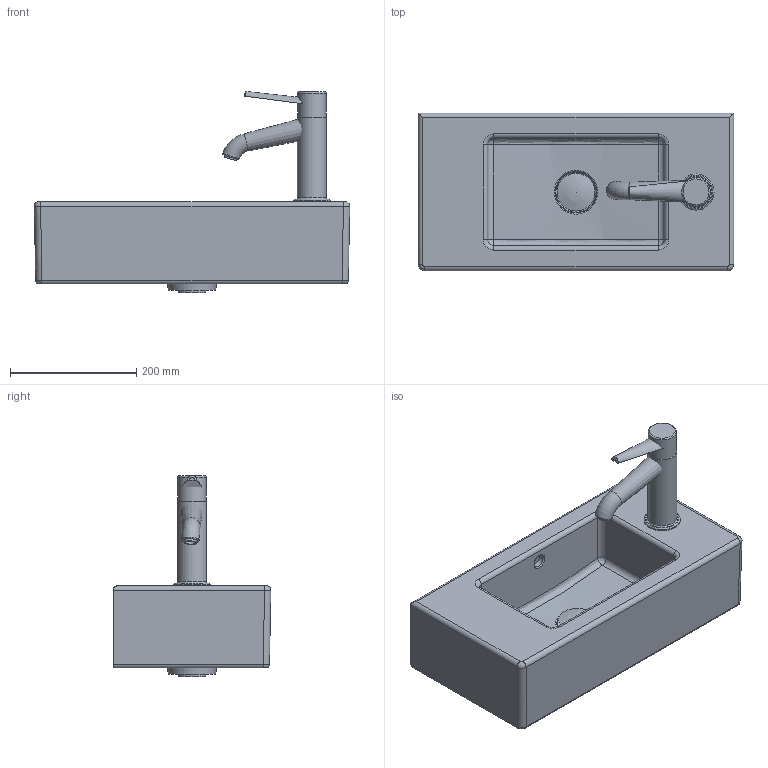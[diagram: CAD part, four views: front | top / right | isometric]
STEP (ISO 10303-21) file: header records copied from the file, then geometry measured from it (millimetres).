
FILE_DESCRIPTION((''),'2;1');
FILE_NAME('070350.stp','2007-10-05T14:50:48',('Huebner'),(''),'Autodesk Inventor 11','Autodesk Inventor 11','');
FILE_SCHEMA(('AUTOMOTIVE_DESIGN { 1 0 10303 214 1 1 1 1 }'));
Length unit declared in the file: millimetre
Products named in the file (9): 070350; Kelch; Stopfen; Baterie_Zusatz_VERO; hebel_Zusatz_VERO; Hebel2; Griff2; Neoperl2
Assembly tree (8 placements, depth 3):
  070350
    070350
    Kelch
    Stopfen
    Baterie_Zusatz_VERO
      hebel_Zusatz_VERO
      Hebel2
      Griff2
      Neoperl2
Bounding box: 499.73 x 249.86 x 318.55 mm (x, y, z)
Volume: 7095129.1 mm3; surface area: 718372.7 mm2
Topology: 7 solids, 7 shells, 166 faces, 369 edges, 217 vertices
Faces by surface type: cylinder 65, plane 46, bspline 38, torus 13, cone 4
Full cylindrical faces by diameter (mm): 15 x4, 16 x1, 20 x2, 35 x1, 42 x1, 44 x1, 45 x1, 46 x1, 52 x1, 57.193 x1, 60 x1
Entity records: 9229 total; most frequent: CARTESIAN_POINT 5558, DIRECTION 771, ORIENTED_EDGE 652, EDGE_CURVE 326, AXIS2_PLACEMENT_3D 325, EDGE_LOOP 213, VERTEX_POINT 209, FACE_OUTER_BOUND 166
